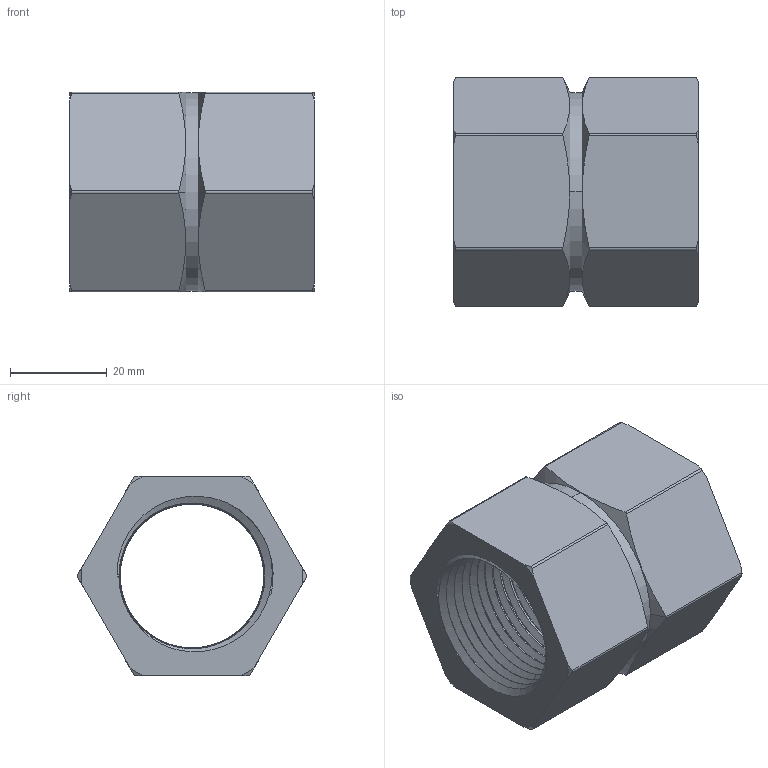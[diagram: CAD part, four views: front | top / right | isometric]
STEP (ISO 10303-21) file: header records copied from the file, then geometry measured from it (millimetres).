
FILE_DESCRIPTION((''),'2;1');
FILE_NAME('H-SSA_HEX_COUPLING','2025-07-08T08:20:40',('Administrator'),(''),'CREO PARAMETRIC BY PTC INC, 2020414','CREO PARAMETRIC BY PTC INC, 2020414','');
FILE_SCHEMA(('AUTOMOTIVE_DESIGN { 1 0 10303 214 1 1 1 1 }'));
Length unit declared in the file: millimetre
Products named in the file (1): H-SSA_HEX_COUPLING
Bounding box: 50.5 x 47.42 x 41.2 mm (x, y, z)
Volume: 35209.8 mm3; surface area: 17044.5 mm2
Topology: 1 solids, 1 shells, 102 faces, 298 edges, 206 vertices
Faces by surface type: cylinder 40, cone 27, bspline 18, plane 17
Entity records: 11242 total; most frequent: CARTESIAN_POINT 8718, ORIENTED_EDGE 584, DIRECTION 324, EDGE_CURVE 292, VERTEX_POINT 192, B_SPLINE_CURVE_WITH_KNOTS 168, COLOUR_RGB 116, AXIS2_PLACEMENT_3D 109
